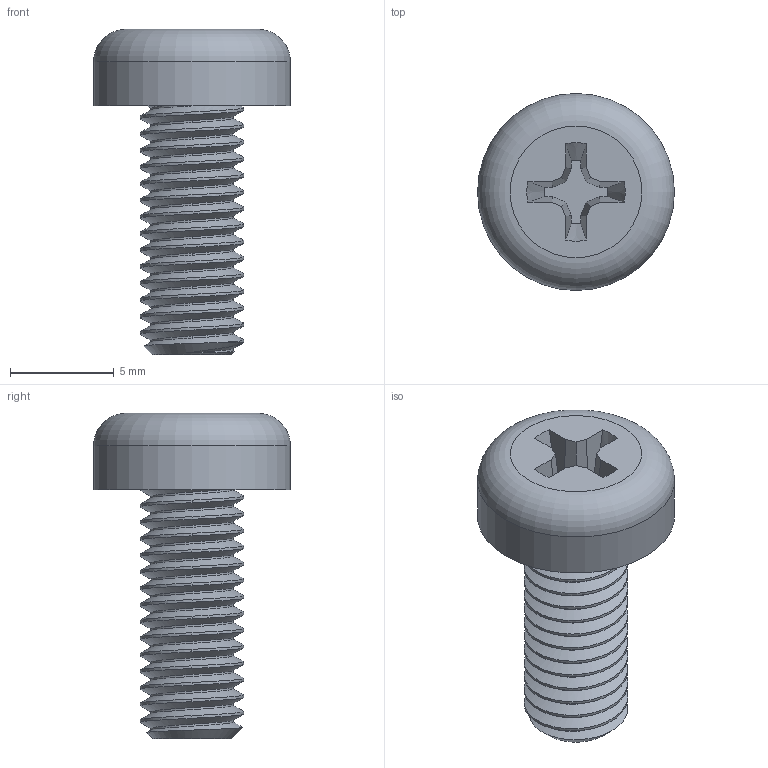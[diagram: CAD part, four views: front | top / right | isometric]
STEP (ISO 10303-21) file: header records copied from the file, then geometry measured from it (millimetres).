
FILE_DESCRIPTION(/* description */ ('STEP AP203'),/* implementation_level */ '2;1');
FILE_NAME(/* name */ 'screws_12mm_m5x0.8_ext.stp',/* time_stamp */ '2022-12-09T16:32:20+01:00',/* author */ ('Rik Ubaghs'),/* organization */ ('Microsoft'),/* preprocessor_version */ 'ST-DEVELOPER v18.1',/* originating_system */ 'Autodesk Inventor 2021',/* authorisation */ '');
FILE_SCHEMA (('AP203_CONFIGURATION_CONTROLLED_3D_DESIGN_OF_MECHANICAL_PARTS_AND_ASSEMBLIES_MIM_LF { 1 0 10303 203 3 1 4 }','AUTOMOTIVE_DESIGN { 1 0 10303 214 3 1 1 }','PROCESS_PLANNING_SCHEMA'));
Length unit declared in the file: millimetre
Products named in the file (1): Bolts_12mm_M5x0.8_ext
Bounding box: 9.5 x 9.5 x 15.7 mm (x, y, z)
Volume: 420 mm3; surface area: 561 mm2
Topology: 1 solids, 1 shells, 60 faces, 172 edges, 116 vertices
Faces by surface type: cylinder 32, plane 20, cone 5, bspline 2, torus 1
Full cylindrical faces by diameter (mm): 3.968 x15, 5 x13, 9.5 x1
Entity records: 6647 total; most frequent: CARTESIAN_POINT 5199, ORIENTED_EDGE 344, DIRECTION 239, EDGE_CURVE 172, VERTEX_POINT 116, AXIS2_PLACEMENT_3D 82, LINE 75, VECTOR 75
